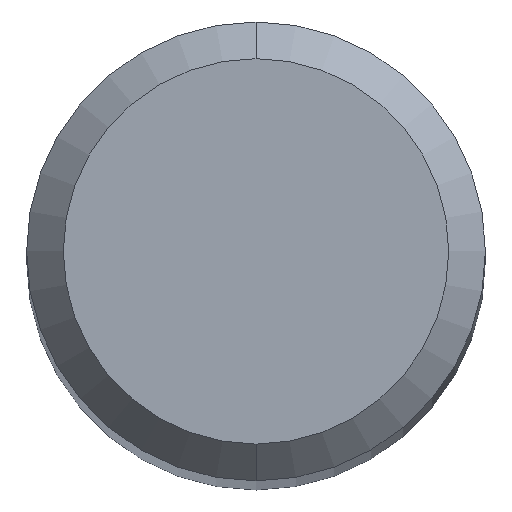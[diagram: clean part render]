
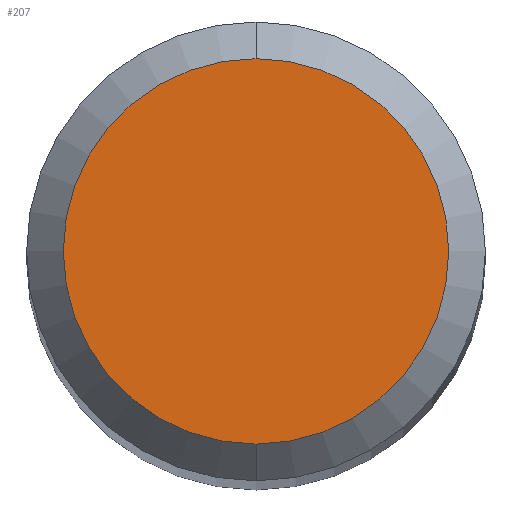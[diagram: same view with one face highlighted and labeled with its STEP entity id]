
A CAD part, top view. The second image highlights one B-rep face of the part: STEP entity #207.
In plain terms, the highlighted planar face has unit normal (0, 0, 1).
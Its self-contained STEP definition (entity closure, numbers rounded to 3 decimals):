
#207=ADVANCED_FACE('',(#515),#516,.T.);
#265=VERTEX_POINT('',#582);
#271=EDGE_CURVE('',#265,#333,#588,.T.);
#333=VERTEX_POINT('',#655);
#405=EDGE_CURVE('',#333,#265,#732,.T.);
#515=FACE_OUTER_BOUND('',#862,.T.);
#516=PLANE('',#863);
#582=CARTESIAN_POINT('',(0.0,2.1,0.0));
#588=CIRCLE('',#1015,2.1);
#655=CARTESIAN_POINT('',(0.,-2.1,0.0));
#732=CIRCLE('',#1301,2.1);
#862=EDGE_LOOP('',(#1465,#1466));
#863=AXIS2_PLACEMENT_3D('',#1467,#1468,#1469);
#1015=AXIS2_PLACEMENT_3D('',#1550,#1551,#1552);
#1301=AXIS2_PLACEMENT_3D('',#1687,#1688,#1689);
#1465=ORIENTED_EDGE('',*,*,#271,.F.);
#1466=ORIENTED_EDGE('',*,*,#405,.F.);
#1467=CARTESIAN_POINT('',(0.0,1.05,0.0));
#1468=DIRECTION('',(-0.0,0.0,1.0));
#1469=DIRECTION('',(0.0,-1.0,0.0));
#1550=CARTESIAN_POINT('',(0.0,0.0,0.0));
#1551=DIRECTION('',(0.0,0.0,-1.0));
#1552=DIRECTION('',(0.0,1.0,0.0));
#1687=CARTESIAN_POINT('',(0.0,0.0,0.0));
#1688=DIRECTION('',(0.0,0.0,-1.0));
#1689=DIRECTION('',(0.0,1.0,0.0));
